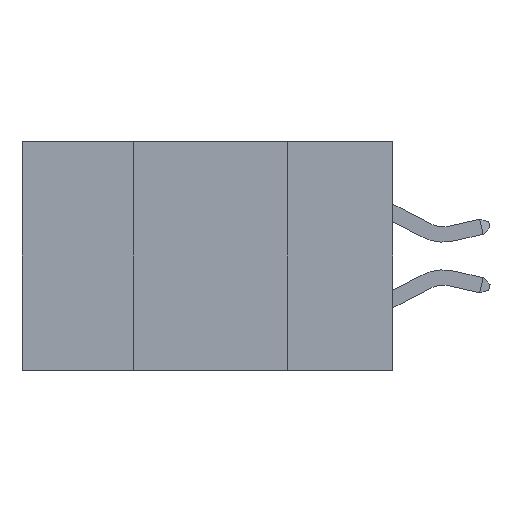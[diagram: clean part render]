
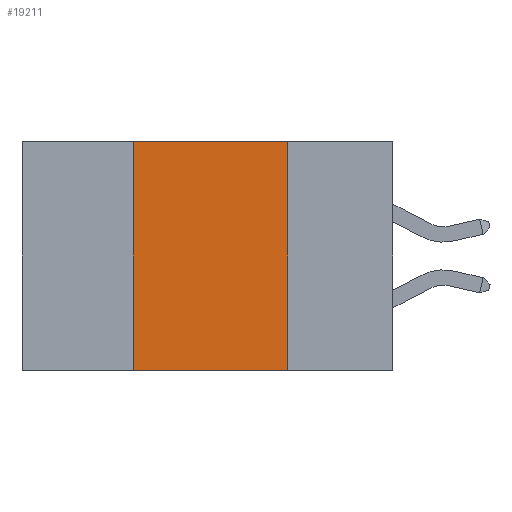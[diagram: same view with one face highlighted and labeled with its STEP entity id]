
A CAD part, left-side view. The second image highlights one B-rep face of the part: STEP entity #19211.
In plain terms, the highlighted planar face has unit normal (-1, 0, 0).
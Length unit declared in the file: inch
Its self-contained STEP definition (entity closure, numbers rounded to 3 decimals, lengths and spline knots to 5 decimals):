
#33 = VECTOR ( 'NONE', #5140, 39.37008 ) ;
#63 = VERTEX_POINT ( 'NONE', #14653 ) ;
#163 = EDGE_CURVE ( 'NONE', #63, #16949, #2540, .T. ) ;
#193 = EDGE_CURVE ( 'NONE', #7773, #63, #6456, .T. ) ;
#456 = CARTESIAN_POINT ( 'NONE',  ( 0., 0.17, 0. ) ) ;
#856 = FACE_OUTER_BOUND ( 'NONE', #5523, .T. ) ;
#868 = DIRECTION ( 'NONE',  ( 0., 0., 1. ) ) ;
#2345 = DIRECTION ( 'NONE',  ( 0., -1., 0. ) ) ;
#2540 = LINE ( 'NONE', #19377, #16075 ) ;
#2926 = VECTOR ( 'NONE', #2345, 39.37008 ) ;
#3576 = EDGE_CURVE ( 'NONE', #16949, #7408, #9405, .T. ) ;
#4323 = PLANE ( 'NONE',  #5251 ) ;
#4349 = CARTESIAN_POINT ( 'NONE',  ( 0., 0.42, -0.37 ) ) ;
#4860 = ORIENTED_EDGE ( 'NONE', *, *, #17694, .T. ) ;
#4931 = ORIENTED_EDGE ( 'NONE', *, *, #193, .F. ) ;
#5089 = CARTESIAN_POINT ( 'NONE',  ( 0., 0.17, 0. ) ) ;
#5140 = DIRECTION ( 'NONE',  ( 0., 0., -1. ) ) ;
#5251 = AXIS2_PLACEMENT_3D ( 'NONE', #15743, #6006, #17291 ) ;
#5252 = ORIENTED_EDGE ( 'NONE', *, *, #163, .F. ) ;
#5295 = ORIENTED_EDGE ( 'NONE', *, *, #3576, .F. ) ;
#5523 = EDGE_LOOP ( 'NONE', ( #5295, #5252, #4931, #4860 ) ) ;
#6006 = DIRECTION ( 'NONE',  ( 1., 0., 0. ) ) ;
#6456 = LINE ( 'NONE', #8593, #15108 ) ;
#7408 = VERTEX_POINT ( 'NONE', #11504 ) ;
#7773 = VERTEX_POINT ( 'NONE', #4349 ) ;
#8593 = CARTESIAN_POINT ( 'NONE',  ( 0., 0.42, 0. ) ) ;
#9405 = LINE ( 'NONE', #5089, #33 ) ;
#11504 = CARTESIAN_POINT ( 'NONE',  ( 0., 0.17, -0.37 ) ) ;
#11693 = LINE ( 'NONE', #12234, #2926 ) ;
#12234 = CARTESIAN_POINT ( 'NONE',  ( 0., 0.6, -0.37 ) ) ;
#14653 = CARTESIAN_POINT ( 'NONE',  ( 0., 0.42, 0. ) ) ;
#15108 = VECTOR ( 'NONE', #868, 39.37008 ) ;
#15743 = CARTESIAN_POINT ( 'NONE',  ( 0., 0.6, 0. ) ) ;
#16075 = VECTOR ( 'NONE', #16218, 39.37008 ) ;
#16218 = DIRECTION ( 'NONE',  ( 0., -1., 0. ) ) ;
#16949 = VERTEX_POINT ( 'NONE', #456 ) ;
#17291 = DIRECTION ( 'NONE',  ( 0., 0., -1. ) ) ;
#17694 = EDGE_CURVE ( 'NONE', #7773, #7408, #11693, .T. ) ;
#19211 = ADVANCED_FACE ( 'NONE', ( #856 ), #4323, .F. ) ;
#19377 = CARTESIAN_POINT ( 'NONE',  ( 0., 0.6, 0. ) ) ;
